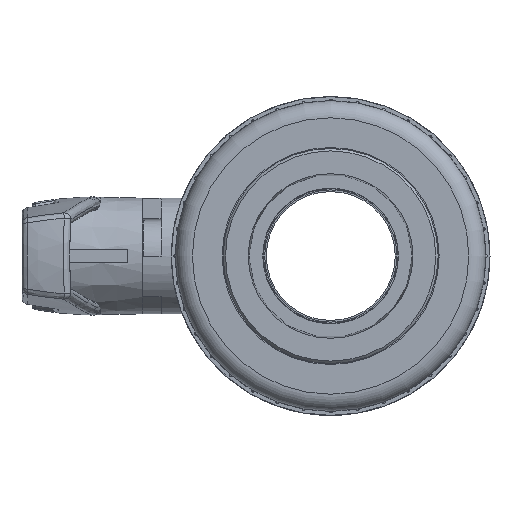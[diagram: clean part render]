
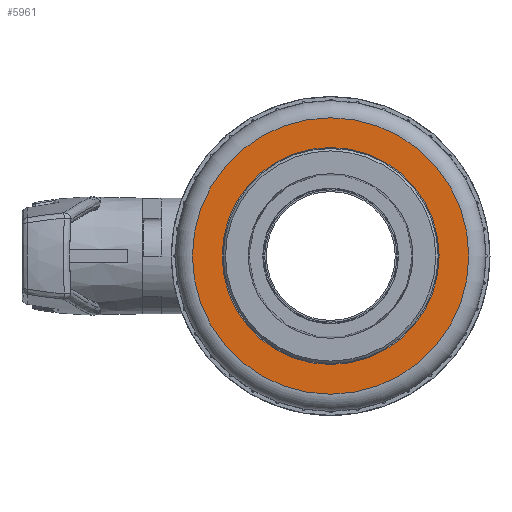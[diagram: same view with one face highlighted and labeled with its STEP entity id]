
A CAD part, left-side view. The second image highlights one B-rep face of the part: STEP entity #5961.
In plain terms, the highlighted planar face has unit normal (-1, 0, 0).
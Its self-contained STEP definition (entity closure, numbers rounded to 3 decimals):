
#1951=PLANE('',#19692);
#5961=ADVANCED_FACE('',(#6867,#6868),#1951,.F.);
#6867=FACE_BOUND('',#7646,.T.);
#6868=FACE_BOUND('',#7647,.T.);
#7646=EDGE_LOOP('',(#10926));
#7647=EDGE_LOOP('',(#10927));
#10926=ORIENTED_EDGE('',*,*,#16925,.T.);
#10927=ORIENTED_EDGE('',*,*,#16926,.T.);
#14684=VERTEX_POINT('',#36002);
#14685=VERTEX_POINT('',#36004);
#16925=EDGE_CURVE('',#14684,#14684,#18541,.T.);
#16926=EDGE_CURVE('',#14685,#14685,#18542,.T.);
#18541=CIRCLE('',#19690,61.56);
#18542=CIRCLE('',#19691,48.341);
#19690=AXIS2_PLACEMENT_3D('',#36001,#22782,#22783);
#19691=AXIS2_PLACEMENT_3D('',#36003,#22784,#22785);
#19692=AXIS2_PLACEMENT_3D('',#36005,#22786,#22787);
#22782=DIRECTION('',(-1.,0.,0.));
#22783=DIRECTION('',(0.,1.,0.));
#22784=DIRECTION('',(1.,0.,0.));
#22785=DIRECTION('',(0.,0.,-1.));
#22786=DIRECTION('',(1.,0.,0.));
#22787=DIRECTION('',(0.,-1.,0.));
#36001=CARTESIAN_POINT('',(146.958,-1.25,0.));
#36002=CARTESIAN_POINT('',(146.958,60.31,0.));
#36003=CARTESIAN_POINT('',(146.958,-1.25,0.));
#36004=CARTESIAN_POINT('',(146.958,-1.25,-48.341));
#36005=CARTESIAN_POINT('',(146.958,67.863,0.));
